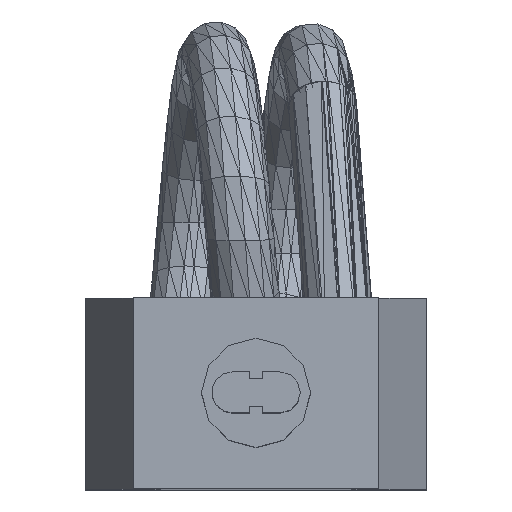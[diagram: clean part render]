
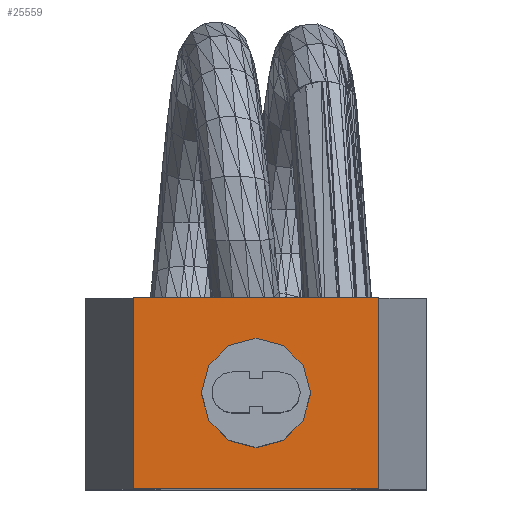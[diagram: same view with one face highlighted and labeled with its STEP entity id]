
A CAD part, top view. The second image highlights one B-rep face of the part: STEP entity #25559.
In plain terms, the highlighted planar face has unit normal (0, 0, 1).
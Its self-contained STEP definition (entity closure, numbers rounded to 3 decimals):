
#896 = VERTEX_POINT('',#897);
#897 = CARTESIAN_POINT('',(16.5,0.,55.));
#903 = EDGE_CURVE('',#896,#904,#906,.T.);
#904 = VERTEX_POINT('',#905);
#905 = CARTESIAN_POINT('',(15.964,2.,
    55.));
#906 = LINE('',#907,#908);
#907 = CARTESIAN_POINT('',(16.5,0.,55.));
#908 = VECTOR('',#909,1.);
#909 = DIRECTION('',(-0.259,0.966,0.));
#1023 = VERTEX_POINT('',#1024);
#1024 = CARTESIAN_POINT('',(3.5,7.,
    55.));
#1030 = EDGE_CURVE('',#1031,#1023,#1033,.T.);
#1031 = VERTEX_POINT('',#1032);
#1032 = CARTESIAN_POINT('',(21.5,7.,
    55.));
#1033 = LINE('',#1034,#1035);
#1034 = CARTESIAN_POINT('',(21.5,7.,
    55.));
#1035 = VECTOR('',#1036,1.);
#1036 = DIRECTION('',(-1.,0.,0.));
#1123 = VERTEX_POINT('',#1124);
#1124 = CARTESIAN_POINT('',(21.5,-7.,
    55.));
#1130 = EDGE_CURVE('',#1131,#1123,#1133,.T.);
#1131 = VERTEX_POINT('',#1132);
#1132 = CARTESIAN_POINT('',(3.5,-7.,
    55.));
#1133 = LINE('',#1134,#1135);
#1134 = CARTESIAN_POINT('',(3.5,-7.,
    55.));
#1135 = VECTOR('',#1136,1.);
#1136 = DIRECTION('',(1.,0.,0.));
#25549 = EDGE_CURVE('',#1031,#1123,#25550,.T.);
#25550 = LINE('',#25551,#25552);
#25551 = CARTESIAN_POINT('',(21.5,7.,
    55.));
#25552 = VECTOR('',#25553,1.);
#25553 = DIRECTION('',(0.,-1.,0.));
#25559 = ADVANCED_FACE('',(#25560,#25571),#25660,.T.);
#25560 = FACE_BOUND('',#25561,.T.);
#25561 = EDGE_LOOP('',(#25562,#25563,#25564,#25570));
#25562 = ORIENTED_EDGE('',*,*,#25549,.F.);
#25563 = ORIENTED_EDGE('',*,*,#1030,.T.);
#25564 = ORIENTED_EDGE('',*,*,#25565,.T.);
#25565 = EDGE_CURVE('',#1023,#1131,#25566,.T.);
#25566 = LINE('',#25567,#25568);
#25567 = CARTESIAN_POINT('',(3.5,7.,
    55.));
#25568 = VECTOR('',#25569,1.);
#25569 = DIRECTION('',(0.,-1.,0.));
#25570 = ORIENTED_EDGE('',*,*,#1130,.T.);
#25571 = FACE_BOUND('',#25572,.T.);
#25572 = EDGE_LOOP('',(#25573,#25574,#25582,#25590,#25598,#25606,#25614,
    #25622,#25630,#25638,#25646,#25654));
#25573 = ORIENTED_EDGE('',*,*,#903,.F.);
#25574 = ORIENTED_EDGE('',*,*,#25575,.F.);
#25575 = EDGE_CURVE('',#25576,#896,#25578,.T.);
#25576 = VERTEX_POINT('',#25577);
#25577 = CARTESIAN_POINT('',(15.964,-2.,
    55.));
#25578 = LINE('',#25579,#25580);
#25579 = CARTESIAN_POINT('',(15.964,-2.,
    55.));
#25580 = VECTOR('',#25581,1.);
#25581 = DIRECTION('',(0.259,0.966,0.));
#25582 = ORIENTED_EDGE('',*,*,#25583,.F.);
#25583 = EDGE_CURVE('',#25584,#25576,#25586,.T.);
#25584 = VERTEX_POINT('',#25585);
#25585 = CARTESIAN_POINT('',(14.5,-3.464,
    55.));
#25586 = LINE('',#25587,#25588);
#25587 = CARTESIAN_POINT('',(14.5,-3.464,
    55.));
#25588 = VECTOR('',#25589,1.);
#25589 = DIRECTION('',(0.707,0.707,0.));
#25590 = ORIENTED_EDGE('',*,*,#25591,.F.);
#25591 = EDGE_CURVE('',#25592,#25584,#25594,.T.);
#25592 = VERTEX_POINT('',#25593);
#25593 = CARTESIAN_POINT('',(12.5,-4.,
    55.));
#25594 = LINE('',#25595,#25596);
#25595 = CARTESIAN_POINT('',(12.5,-4.,
    55.));
#25596 = VECTOR('',#25597,1.);
#25597 = DIRECTION('',(0.966,0.259,0.));
#25598 = ORIENTED_EDGE('',*,*,#25599,.F.);
#25599 = EDGE_CURVE('',#25600,#25592,#25602,.T.);
#25600 = VERTEX_POINT('',#25601);
#25601 = CARTESIAN_POINT('',(10.5,-3.464,
    55.));
#25602 = LINE('',#25603,#25604);
#25603 = CARTESIAN_POINT('',(10.5,-3.464,
    55.));
#25604 = VECTOR('',#25605,1.);
#25605 = DIRECTION('',(0.966,-0.259,0.));
#25606 = ORIENTED_EDGE('',*,*,#25607,.F.);
#25607 = EDGE_CURVE('',#25608,#25600,#25610,.T.);
#25608 = VERTEX_POINT('',#25609);
#25609 = CARTESIAN_POINT('',(9.036,-2.,
    55.));
#25610 = LINE('',#25611,#25612);
#25611 = CARTESIAN_POINT('',(9.036,-2.,
    55.));
#25612 = VECTOR('',#25613,1.);
#25613 = DIRECTION('',(0.707,-0.707,0.));
#25614 = ORIENTED_EDGE('',*,*,#25615,.F.);
#25615 = EDGE_CURVE('',#25616,#25608,#25618,.T.);
#25616 = VERTEX_POINT('',#25617);
#25617 = CARTESIAN_POINT('',(8.5,0.,55.));
#25618 = LINE('',#25619,#25620);
#25619 = CARTESIAN_POINT('',(8.5,0.,55.));
#25620 = VECTOR('',#25621,1.);
#25621 = DIRECTION('',(0.259,-0.966,0.));
#25622 = ORIENTED_EDGE('',*,*,#25623,.F.);
#25623 = EDGE_CURVE('',#25624,#25616,#25626,.T.);
#25624 = VERTEX_POINT('',#25625);
#25625 = CARTESIAN_POINT('',(9.036,2.,
    55.));
#25626 = LINE('',#25627,#25628);
#25627 = CARTESIAN_POINT('',(9.036,2.,
    55.));
#25628 = VECTOR('',#25629,1.);
#25629 = DIRECTION('',(-0.259,-0.966,0.));
#25630 = ORIENTED_EDGE('',*,*,#25631,.F.);
#25631 = EDGE_CURVE('',#25632,#25624,#25634,.T.);
#25632 = VERTEX_POINT('',#25633);
#25633 = CARTESIAN_POINT('',(10.5,3.464,
    55.));
#25634 = LINE('',#25635,#25636);
#25635 = CARTESIAN_POINT('',(10.5,3.464,
    55.));
#25636 = VECTOR('',#25637,1.);
#25637 = DIRECTION('',(-0.707,-0.707,0.));
#25638 = ORIENTED_EDGE('',*,*,#25639,.F.);
#25639 = EDGE_CURVE('',#25640,#25632,#25642,.T.);
#25640 = VERTEX_POINT('',#25641);
#25641 = CARTESIAN_POINT('',(12.5,4.,
    55.));
#25642 = LINE('',#25643,#25644);
#25643 = CARTESIAN_POINT('',(12.5,4.,
    55.));
#25644 = VECTOR('',#25645,1.);
#25645 = DIRECTION('',(-0.966,-0.259,0.));
#25646 = ORIENTED_EDGE('',*,*,#25647,.F.);
#25647 = EDGE_CURVE('',#25648,#25640,#25650,.T.);
#25648 = VERTEX_POINT('',#25649);
#25649 = CARTESIAN_POINT('',(14.5,3.464,
    55.));
#25650 = LINE('',#25651,#25652);
#25651 = CARTESIAN_POINT('',(14.5,3.464,
    55.));
#25652 = VECTOR('',#25653,1.);
#25653 = DIRECTION('',(-0.966,0.259,0.));
#25654 = ORIENTED_EDGE('',*,*,#25655,.F.);
#25655 = EDGE_CURVE('',#904,#25648,#25656,.T.);
#25656 = LINE('',#25657,#25658);
#25657 = CARTESIAN_POINT('',(15.964,2.,
    55.));
#25658 = VECTOR('',#25659,1.);
#25659 = DIRECTION('',(-0.707,0.707,0.));
#25660 = PLANE('',#25661);
#25661 = AXIS2_PLACEMENT_3D('',#25662,#25663,#25664);
#25662 = CARTESIAN_POINT('',(12.5,0.,55.));
#25663 = DIRECTION('',(0.,0.,1.));
#25664 = DIRECTION('',(1.,0.,0.));
